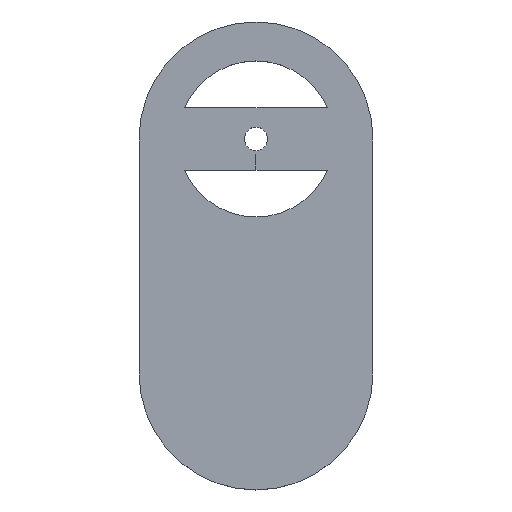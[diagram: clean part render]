
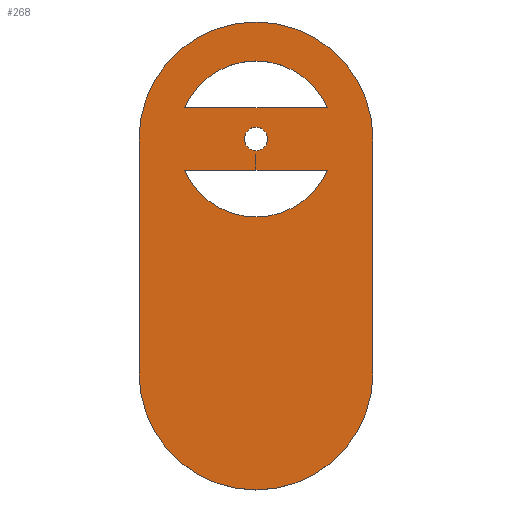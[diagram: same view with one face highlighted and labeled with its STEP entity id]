
A CAD part, top view. The second image highlights one B-rep face of the part: STEP entity #268.
In plain terms, the highlighted planar face has unit normal (0, 0, 1).
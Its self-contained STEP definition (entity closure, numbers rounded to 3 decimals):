
#15=FACE_BOUND('',#56,.T.);
#16=FACE_BOUND('',#57,.T.);
#17=FACE_BOUND('',#58,.T.);
#22=CIRCLE('',#297,5.);
#23=CIRCLE('',#299,7.5);
#24=CIRCLE('',#300,7.5);
#25=CIRCLE('',#301,5.);
#26=CIRCLE('',#302,0.75);
#41=FACE_OUTER_BOUND('',#55,.T.);
#55=EDGE_LOOP('',(#202,#203,#204,#205));
#56=EDGE_LOOP('',(#206,#207,#208,#209,#210));
#57=EDGE_LOOP('',(#211,#212));
#58=EDGE_LOOP('',(#213));
#71=LINE('',#397,#97);
#76=LINE('',#406,#102);
#77=LINE('',#409,#103);
#82=LINE('',#418,#108);
#83=LINE('',#427,#109);
#84=LINE('',#430,#110);
#85=LINE('',#433,#111);
#97=VECTOR('',#320,10.);
#102=VECTOR('',#327,10.);
#103=VECTOR('',#330,10.);
#108=VECTOR('',#337,10.);
#109=VECTOR('',#348,10.);
#110=VECTOR('',#351,10.);
#111=VECTOR('',#352,10.);
#122=VERTEX_POINT('',#393);
#124=VERTEX_POINT('',#396);
#127=VERTEX_POINT('',#403);
#128=VERTEX_POINT('',#408);
#131=VERTEX_POINT('',#415);
#132=VERTEX_POINT('',#423);
#133=VERTEX_POINT('',#424);
#134=VERTEX_POINT('',#426);
#135=VERTEX_POINT('',#428);
#136=VERTEX_POINT('',#431);
#137=VERTEX_POINT('',#432);
#138=VERTEX_POINT('',#435);
#147=EDGE_CURVE('',#122,#124,#71,.T.);
#152=EDGE_CURVE('',#127,#124,#76,.T.);
#153=EDGE_CURVE('',#127,#128,#77,.T.);
#158=EDGE_CURVE('',#128,#131,#82,.T.);
#160=EDGE_CURVE('',#122,#131,#22,.T.);
#161=EDGE_CURVE('',#132,#133,#23,.T.);
#162=EDGE_CURVE('',#133,#134,#83,.T.);
#163=EDGE_CURVE('',#134,#135,#24,.T.);
#164=EDGE_CURVE('',#135,#132,#84,.T.);
#165=EDGE_CURVE('',#136,#137,#85,.T.);
#166=EDGE_CURVE('',#136,#137,#25,.T.);
#167=EDGE_CURVE('',#138,#138,#26,.T.);
#202=ORIENTED_EDGE('',*,*,#161,.T.);
#203=ORIENTED_EDGE('',*,*,#162,.T.);
#204=ORIENTED_EDGE('',*,*,#163,.T.);
#205=ORIENTED_EDGE('',*,*,#164,.T.);
#206=ORIENTED_EDGE('',*,*,#160,.T.);
#207=ORIENTED_EDGE('',*,*,#158,.F.);
#208=ORIENTED_EDGE('',*,*,#153,.F.);
#209=ORIENTED_EDGE('',*,*,#152,.T.);
#210=ORIENTED_EDGE('',*,*,#147,.F.);
#211=ORIENTED_EDGE('',*,*,#165,.F.);
#212=ORIENTED_EDGE('',*,*,#166,.T.);
#213=ORIENTED_EDGE('',*,*,#167,.T.);
#258=PLANE('',#298);
#268=ADVANCED_FACE('',(#41,#15,#16,#17),#258,.T.);
#297=AXIS2_PLACEMENT_3D('',#421,#342,#343);
#298=AXIS2_PLACEMENT_3D('',#422,#344,#345);
#299=AXIS2_PLACEMENT_3D('',#425,#346,#347);
#300=AXIS2_PLACEMENT_3D('',#429,#349,#350);
#301=AXIS2_PLACEMENT_3D('',#434,#353,#354);
#302=AXIS2_PLACEMENT_3D('',#436,#355,#356);
#320=DIRECTION('',(-1.,0.,0.));
#327=DIRECTION('',(0.,-1.,0.));
#330=DIRECTION('',(-0.001,-1.,0.));
#337=DIRECTION('',(-1.,0.001,0.));
#342=DIRECTION('center_axis',(0.,0.,-1.));
#343=DIRECTION('ref_axis',(1.,0.,0.));
#344=DIRECTION('center_axis',(0.,0.,1.));
#345=DIRECTION('ref_axis',(1.,0.,0.));
#346=DIRECTION('center_axis',(0.,0.,1.));
#347=DIRECTION('ref_axis',(-1.,0.,0.));
#348=DIRECTION('',(0.,1.,0.));
#349=DIRECTION('center_axis',(0.,0.,1.));
#350=DIRECTION('ref_axis',(1.,0.,0.));
#351=DIRECTION('',(0.,-1.,0.));
#352=DIRECTION('',(1.,0.,0.));
#353=DIRECTION('center_axis',(0.,0.,-1.));
#354=DIRECTION('ref_axis',(1.,0.,0.));
#355=DIRECTION('center_axis',(0.,0.,-1.));
#356=DIRECTION('ref_axis',(1.,0.,0.));
#393=CARTESIAN_POINT('',(12.083,13.,1.));
#396=CARTESIAN_POINT('',(7.5,13.,1.));
#397=CARTESIAN_POINT('',(7.5,13.,1.));
#403=CARTESIAN_POINT('',(7.5,14.,1.));
#406=CARTESIAN_POINT('',(7.5,14.,1.));
#408=CARTESIAN_POINT('',(7.499,13.,1.));
#409=CARTESIAN_POINT('',(7.5,14.,1.));
#415=CARTESIAN_POINT('',(2.915,13.005,1.));
#418=CARTESIAN_POINT('',(7.499,13.,1.));
#421=CARTESIAN_POINT('Origin',(7.5,15.,1.));
#422=CARTESIAN_POINT('Origin',(7.5,7.5,1.));
#423=CARTESIAN_POINT('',(0.,0.,1.));
#424=CARTESIAN_POINT('',(15.,0.,1.));
#425=CARTESIAN_POINT('Origin',(7.5,0.,1.));
#426=CARTESIAN_POINT('',(15.,15.,1.));
#427=CARTESIAN_POINT('',(15.,15.,1.));
#428=CARTESIAN_POINT('',(0.,15.,1.));
#429=CARTESIAN_POINT('Origin',(7.5,15.,1.));
#430=CARTESIAN_POINT('',(0.,0.,1.));
#431=CARTESIAN_POINT('',(2.917,17.,1.));
#432=CARTESIAN_POINT('',(12.083,17.,1.));
#433=CARTESIAN_POINT('',(7.5,17.,1.));
#434=CARTESIAN_POINT('Origin',(7.5,15.,1.));
#435=CARTESIAN_POINT('',(6.75,15.,1.));
#436=CARTESIAN_POINT('Origin',(7.5,15.,1.));
